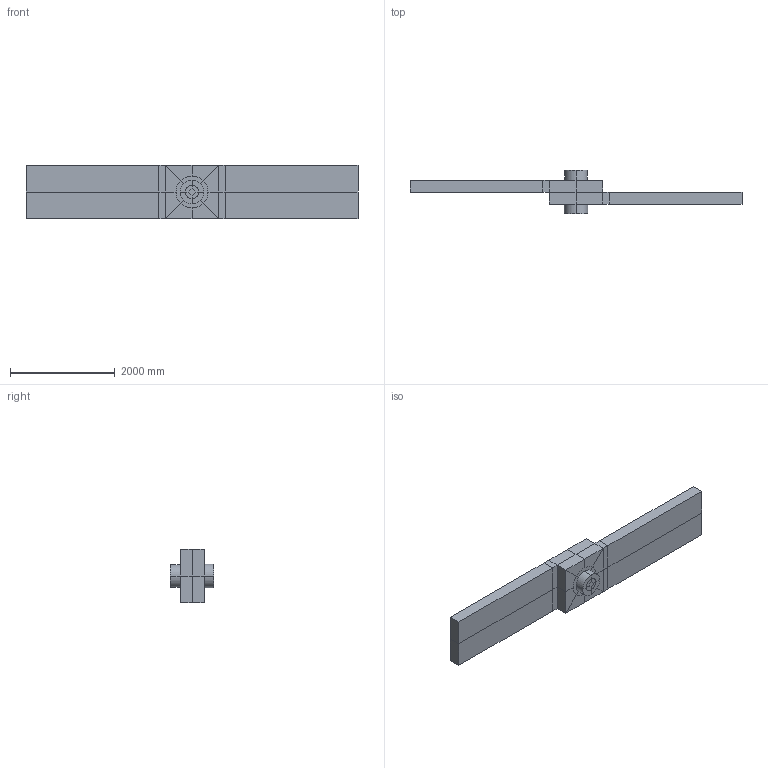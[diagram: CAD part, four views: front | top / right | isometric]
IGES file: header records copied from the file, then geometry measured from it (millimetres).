
Global section: file name: 2plate.igs; native system: ANSYS; preprocessor:   9.0      UP20041104; date: 001027.161913
Bounding box: 6350 x 825.5 x 1016 mm (x, y, z)
Volume: 1763031008.1 mm3; surface area: 31791357.6 mm2
Topology: 53 solids, 53 shells, 334 faces, 676 edges, 448 vertices
Faces by surface type: bspline 334
